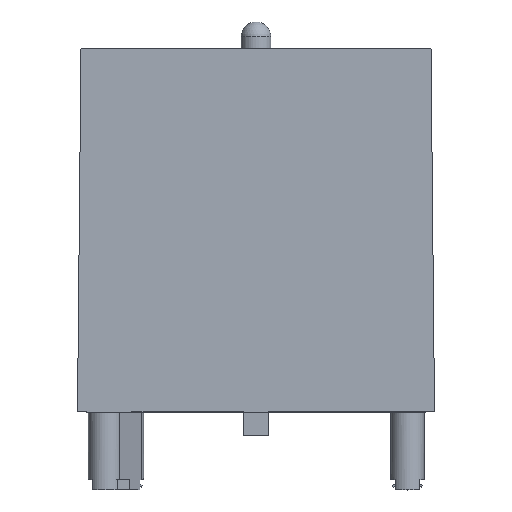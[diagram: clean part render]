
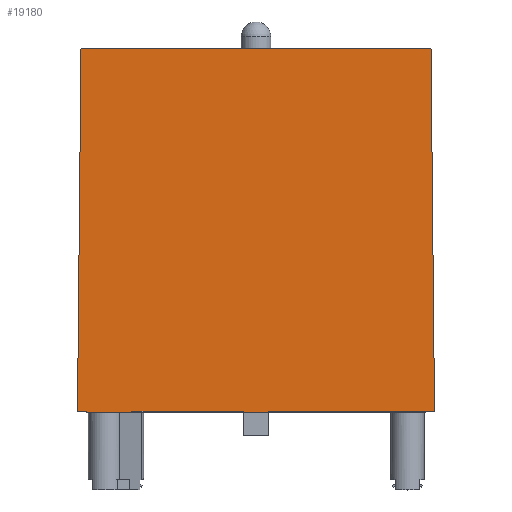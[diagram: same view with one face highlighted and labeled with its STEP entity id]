
A CAD part, front view. The second image highlights one B-rep face of the part: STEP entity #19180.
In plain terms, the highlighted face is planar.
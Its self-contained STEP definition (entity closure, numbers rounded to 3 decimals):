
#600=CARTESIAN_POINT('',(-5.903,-12.705,
-14.633));
#610=VERTEX_POINT('',#600);
#640=CARTESIAN_POINT('',(-5.903,-12.705,
0.));
#650=DIRECTION('',(0.,0.,-1.));
#660=VECTOR('',#650,1.);
#670=LINE('',#640,#660);
#680=CARTESIAN_POINT('',(-5.903,-12.705,
-13.733));
#690=VERTEX_POINT('',#680);
#700=EDGE_CURVE('',#690,#610,#670,.T.);
#990=CARTESIAN_POINT('',(-5.903,-12.705,
4.329));
#1000=VERTEX_POINT('',#990);
#1030=CARTESIAN_POINT('',(-5.903,-12.705,
0.));
#1040=DIRECTION('',(0.,0.,-1.));
#1050=VECTOR('',#1040,1.);
#1060=LINE('',#1030,#1050);
#1070=CARTESIAN_POINT('',(-5.903,-12.705,
20.767));
#1080=VERTEX_POINT('',#1070);
#1090=EDGE_CURVE('',#1080,#1000,#1060,.T.);
#1380=CARTESIAN_POINT('',(-5.575,23.295,
-14.283));
#1390=VERTEX_POINT('',#1380);
#1420=CARTESIAN_POINT('',(-5.906,-13.,-14.636));
#1430=DIRECTION('',(0.009,1.,
0.01));
#1440=VECTOR('',#1430,1.);
#1450=LINE('',#1420,#1440);
#1460=EDGE_CURVE('',#610,#1390,#1450,.T.);
#1570=CARTESIAN_POINT('',(-5.906,-13.,20.769));
#1580=DIRECTION('',(-0.009,-1.,
0.01));
#1590=VECTOR('',#1580,1.);
#1600=LINE('',#1570,#1590);
#1610=CARTESIAN_POINT('',(-5.575,23.295,
20.417));
#1620=VERTEX_POINT('',#1610);
#1630=EDGE_CURVE('',#1620,#1080,#1600,.T.);
#3020=CARTESIAN_POINT('',(-5.904,-12.805,
-13.733));
#3030=VERTEX_POINT('',#3020);
#3060=CARTESIAN_POINT('',(-5.904,-12.805,
0.));
#3070=DIRECTION('',(0.,0.,-1.));
#3080=VECTOR('',#3070,1.);
#3090=LINE('',#3060,#3080);
#3100=CARTESIAN_POINT('',(-5.904,-12.805,
-9.233));
#3110=VERTEX_POINT('',#3100);
#3120=EDGE_CURVE('',#3110,#3030,#3090,.T.);
#9760=CARTESIAN_POINT('',(-5.906,-13.,4.329));
#9770=DIRECTION('',(0.009,1.,
0.));
#9780=VECTOR('',#9770,1.);
#9790=LINE('',#9760,#9780);
#9800=CARTESIAN_POINT('',(-5.904,-12.805,
4.329));
#9810=VERTEX_POINT('',#9800);
#9820=EDGE_CURVE('',#9810,#1000,#9790,.T.);
#11250=CARTESIAN_POINT('',(-5.575,23.295,
0.));
#11260=DIRECTION('',(0.,0.,1.));
#11270=VECTOR('',#11260,1.);
#11280=LINE('',#11250,#11270);
#11290=EDGE_CURVE('',#1390,#1620,#11280,.T.);
#12780=CARTESIAN_POINT('',(-5.904,-12.805,
1.829));
#12790=VERTEX_POINT('',#12780);
#12820=CARTESIAN_POINT('',(-5.904,-12.805,
0.));
#12830=DIRECTION('',(0.,0.,1.));
#12840=VECTOR('',#12830,1.);
#12850=LINE('',#12820,#12840);
#12860=EDGE_CURVE('',#12790,#9810,#12850,.T.);
#13300=CARTESIAN_POINT('',(-5.903,-12.705,
1.829));
#13310=VERTEX_POINT('',#13300);
#13340=CARTESIAN_POINT('',(-5.906,-13.,1.829));
#13350=DIRECTION('',(-0.009,-1.,
0.));
#13360=VECTOR('',#13350,1.);
#13370=LINE('',#13340,#13360);
#13380=EDGE_CURVE('',#13310,#12790,#13370,.T.);
#18820=CARTESIAN_POINT('',(-5.903,-12.705,
20.767));
#18830=DIRECTION('',(-1.,0.009,
0.));
#18840=DIRECTION('',(0.009,1.,
0.));
#18850=AXIS2_PLACEMENT_3D('',#18820,#18830,#18840);
#18860=PLANE('',#18850);
#18870=ORIENTED_EDGE('',*,*,#12860,.T.);
#18880=ORIENTED_EDGE('',*,*,#13380,.T.);
#18890=CARTESIAN_POINT('',(-5.903,-12.705,
0.));
#18900=DIRECTION('',(0.,0.,-1.));
#18910=VECTOR('',#18900,1.);
#18920=LINE('',#18890,#18910);
#18930=CARTESIAN_POINT('',(-5.903,-12.705,
-9.233));
#18940=VERTEX_POINT('',#18930);
#18950=EDGE_CURVE('',#13310,#18940,#18920,.T.);
#18960=ORIENTED_EDGE('',*,*,#18950,.F.);
#18970=CARTESIAN_POINT('',(-5.906,-13.,-9.233));
#18980=DIRECTION('',(0.009,1.,
0.));
#18990=VECTOR('',#18980,1.);
#19000=LINE('',#18970,#18990);
#19010=EDGE_CURVE('',#3110,#18940,#19000,.T.);
#19020=ORIENTED_EDGE('',*,*,#19010,.T.);
#19030=ORIENTED_EDGE('',*,*,#3120,.F.);
#19040=CARTESIAN_POINT('',(-5.906,-13.,-13.733));
#19050=DIRECTION('',(-0.009,-1.,
0.));
#19060=VECTOR('',#19050,1.);
#19070=LINE('',#19040,#19060);
#19080=EDGE_CURVE('',#690,#3030,#19070,.T.);
#19090=ORIENTED_EDGE('',*,*,#19080,.T.);
#19100=ORIENTED_EDGE('',*,*,#700,.F.);
#19110=ORIENTED_EDGE('',*,*,#1460,.F.);
#19120=ORIENTED_EDGE('',*,*,#11290,.F.);
#19130=ORIENTED_EDGE('',*,*,#1630,.F.);
#19140=ORIENTED_EDGE('',*,*,#1090,.F.);
#19150=ORIENTED_EDGE('',*,*,#9820,.T.);
#19160=EDGE_LOOP('',(#19150,#19140,#19130,#19120,#19110,#19100,#19090,
#19030,#19020,#18960,#18880,#18870));
#19170=FACE_OUTER_BOUND('',#19160,.T.);
#19180=ADVANCED_FACE('',(#19170),#18860,.T.);
